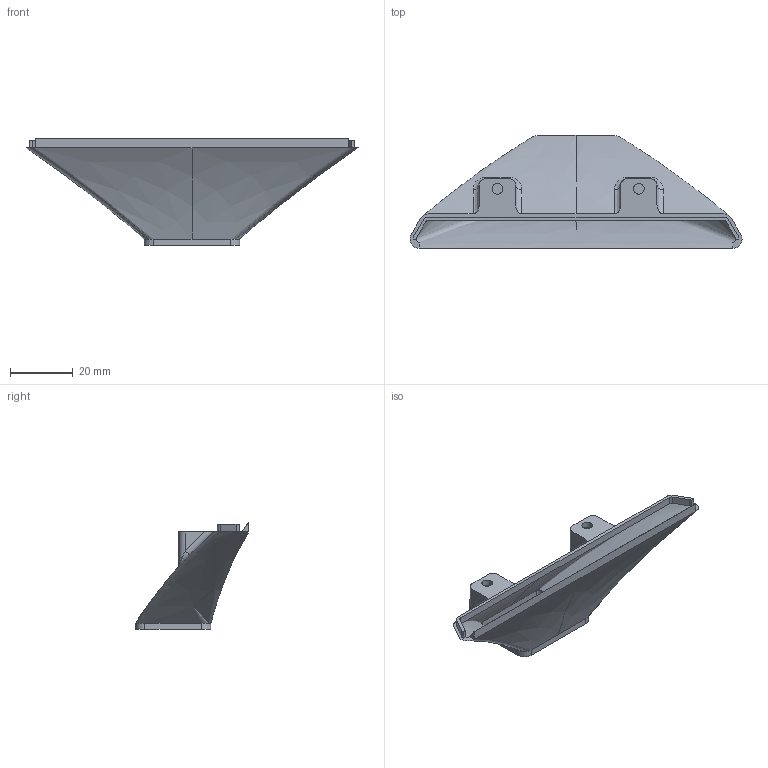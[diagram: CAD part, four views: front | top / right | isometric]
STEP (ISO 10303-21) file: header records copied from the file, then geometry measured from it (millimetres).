
FILE_DESCRIPTION (( 'STEP AP214' ), '1' );
FILE_NAME ('cooling_right_fanduct_newpsu.STEP', '2018-10-19T20:52:40', ( '' ), ( '' ), 'SwSTEP 2.0', 'SolidWorks 2017', '' );
FILE_SCHEMA (( 'AUTOMOTIVE_DESIGN' ));
Length unit declared in the file: millimetre
Products named in the file (1): cooling_right_fanduct_newpsu
Bounding box: 105.62 x 36 x 34 mm (x, y, z)
Volume: 10769.1 mm3; surface area: 14105.2 mm2
Topology: 1 solids, 1 shells, 87 faces, 233 edges, 152 vertices
Faces by surface type: plane 42, cylinder 28, bspline 17
Entity records: 5039 total; most frequent: CARTESIAN_POINT 2899, ORIENTED_EDGE 464, DIRECTION 402, EDGE_CURVE 232, VERTEX_POINT 152, VECTOR 136, LINE 136, AXIS2_PLACEMENT_3D 133
